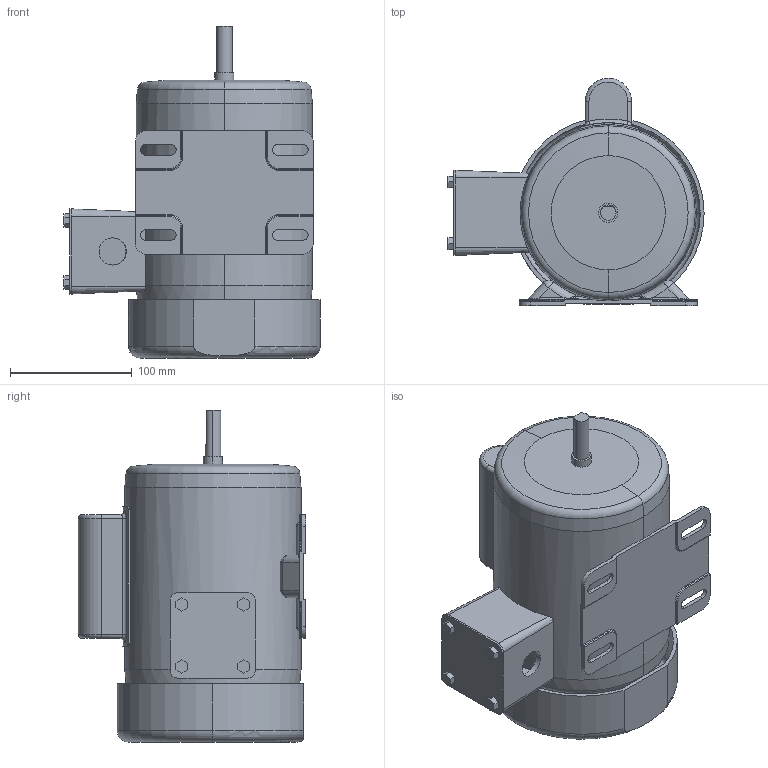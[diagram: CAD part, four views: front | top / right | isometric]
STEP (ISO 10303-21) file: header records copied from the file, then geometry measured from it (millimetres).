
FILE_DESCRIPTION (( 'STEP AP203' ), '1' );
FILE_NAME ('5990K123_Base-Mount AC Motor.STEP', '2021-11-10T16:06:47', ( '' ), ( '' ), 'SwSTEP 2.0', 'SolidWorks 2020', '' );
FILE_SCHEMA (( 'CONFIG_CONTROL_DESIGN' ));
Length unit declared in the file: inch
Products named in the file (1): 5990K123_Base-Mount AC Motor
Bounding box: 210.19 x 186.44 x 272.29 mm (x, y, z)
Volume: 3470198.1 mm3; surface area: 260416.8 mm2
Topology: 2 solids, 2 shells, 273 faces, 697 edges, 418 vertices
Faces by surface type: cylinder 95, plane 90, torus 32, bspline 32, cone 16, sphere 8
Entity records: 10255 total; most frequent: CARTESIAN_POINT 3819, ORIENTED_EDGE 1346, DIRECTION 1334, EDGE_CURVE 673, AXIS2_PLACEMENT_3D 503, VERTEX_POINT 414, VECTOR 328, LINE 328
